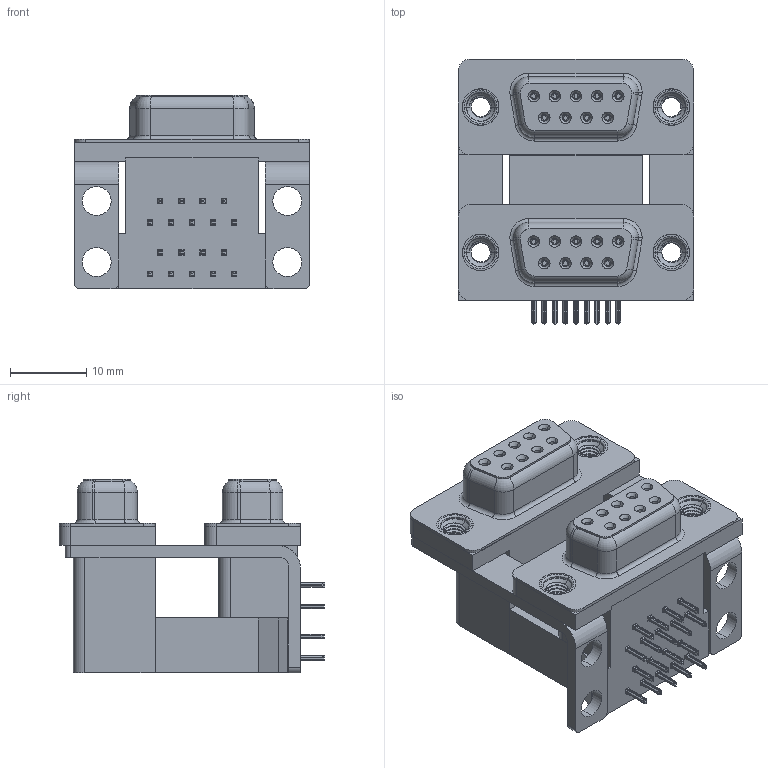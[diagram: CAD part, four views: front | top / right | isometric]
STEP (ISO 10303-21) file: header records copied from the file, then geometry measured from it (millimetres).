
FILE_DESCRIPTION (( 'STEP AP203' ), '1' );
FILE_NAME ('662-009-264-00A.STEP', '2022-06-21T20:31:49', ( '' ), ( '' ), 'SwSTEP 2.0', 'SolidWorks 2020', '' );
FILE_SCHEMA (( 'CONFIG_CONTROL_DESIGN' ));
Length unit declared in the file: millimetre
Products named in the file (11): 662 Contact Bottom Lower; 662 Housing Lower_09 Contacts; 662-009-264-00A; 662 Threaded Rivet_M3; 662 Contact Bottom Upper_M; 662 Housing Upper_09 Contacts M; 662 Mounting Bracket_NoneM; 662 Contact Top Lower; 662 Shell_09 Contacts; 662 Contact Top Upper_M; 662 Housing Spacer_09 Contacts M
Assembly tree (29 placements, depth 2):
  662-009-264-00A
    662 Housing Lower_09 Contacts
    662 Housing Spacer_09 Contacts M
    662 Housing Upper_09 Contacts M
    662 Shell_09 Contacts  x2
    662 Contact Bottom Lower  x4
    662 Contact Top Lower  x5
    662 Contact Bottom Upper_M  x4
    662 Contact Top Upper_M  x5
    662 Mounting Bracket_NoneM  x2
    662 Threaded Rivet_M3  x4
Bounding box: 30.81 x 34.78 x 25.4 mm (x, y, z)
Volume: 11268.1 mm3; surface area: 13179.3 mm2
Topology: 29 solids, 29 shells, 3114 faces, 8128 edges, 5108 vertices
Faces by surface type: plane 1374, cylinder 804, bspline 628, cone 232, torus 76
Entity records: 41913 total; most frequent: CARTESIAN_POINT 14699, ORIENTED_EDGE 5602, DIRECTION 4753, EDGE_CURVE 2801, VERTEX_POINT 1782, LINE 1767, VECTOR 1767, AXIS2_PLACEMENT_3D 1493
